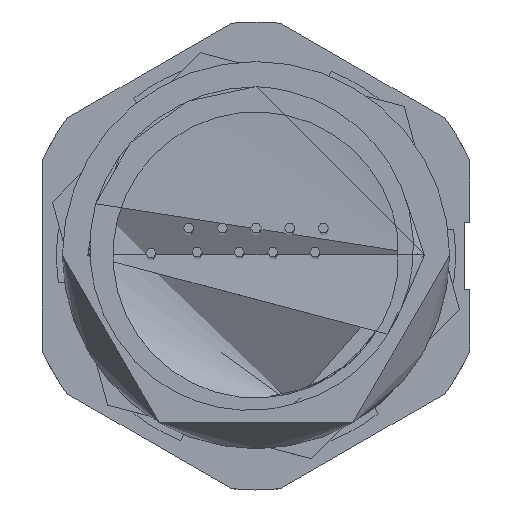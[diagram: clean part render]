
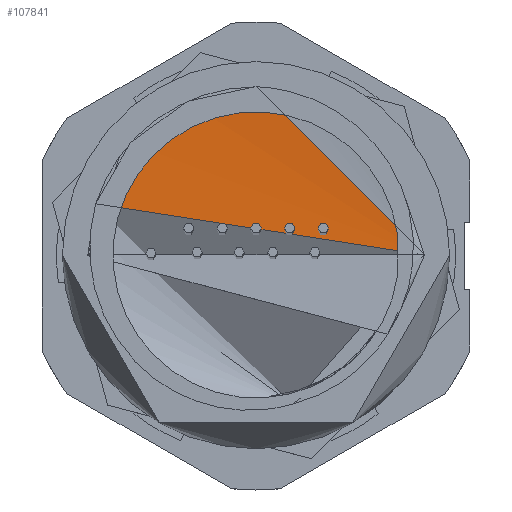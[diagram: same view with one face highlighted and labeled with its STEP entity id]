
A CAD part, top view. The second image highlights one B-rep face of the part: STEP entity #107841.
In plain terms, the highlighted cylindrical face has radius 10 mm (diameter 20 mm), a partial arc.
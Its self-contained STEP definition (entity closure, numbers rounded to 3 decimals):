
#3449 = VERTEX_POINT ( 'NONE', #111675 ) ;
#4067 = CARTESIAN_POINT ( 'NONE',  ( 7.071, 7.071, -0.489 ) ) ;
#7209 = CARTESIAN_POINT ( 'NONE',  ( 0., 0., 0. ) ) ;
#9301 = DIRECTION ( 'NONE',  ( 0., 0., -1. ) ) ;
#10825 = VECTOR ( 'NONE', #16965, 1000. ) ;
#13008 = CARTESIAN_POINT ( 'NONE',  ( 4.142, 10., -0.395 ) ) ;
#16965 = DIRECTION ( 'NONE',  ( 0., 0., -1. ) ) ;
#19141 = FACE_OUTER_BOUND ( 'NONE', #27396, .T. ) ;
#19830 = AXIS2_PLACEMENT_3D ( 'NONE', #84467, #9301, #20140 ) ;
#20140 = DIRECTION ( 'NONE',  ( -1., 0., 0. ) ) ;
#22636 = ORIENTED_EDGE ( 'NONE', *, *, #87673, .T. ) ;
#27396 = EDGE_LOOP ( 'NONE', ( #111127, #22636, #129357, #46965 ) ) ;
#40424 = CIRCLE ( 'NONE', #89801, 10. ) ;
#40985 = EDGE_CURVE ( 'NONE', #55765, #108303, #40424, .T. ) ;
#43582 = CARTESIAN_POINT ( 'NONE',  ( 10., 0., -0.677 ) ) ;
#45439 = CARTESIAN_POINT ( 'NONE',  ( -7.071, 7.071, -0.114 ) ) ;
#45904 = EDGE_CURVE ( 'NONE', #108303, #3449, #54705, .T. ) ;
#45910 = CARTESIAN_POINT ( 'NONE',  ( 0., 10., -0.302 ) ) ;
#46965 = ORIENTED_EDGE ( 'NONE', *, *, #40985, .T. ) ;
#49142 = CARTESIAN_POINT ( 'NONE',  ( 0., 10., 0. ) ) ;
#50879 = DIRECTION ( 'NONE',  ( 0., 0., -1. ) ) ;
#54705 =( BOUNDED_CURVE ( )  B_SPLINE_CURVE ( 2, ( #49142, #70226, #91525, #124369, #135161 ),
 .UNSPECIFIED., .F., .F. ) 
 B_SPLINE_CURVE_WITH_KNOTS ( ( 3, 2, 3 ),
 ( 0.025, 0.05, 0.075 ),
 .UNSPECIFIED. ) 
 CURVE ( )  GEOMETRIC_REPRESENTATION_ITEM ( )  RATIONAL_B_SPLINE_CURVE ( ( 1., 0.924, 1., 0.924, 1. ) ) 
 REPRESENTATION_ITEM ( '' )  );
#55765 = VERTEX_POINT ( 'NONE', #106771 ) ;
#67486 = CARTESIAN_POINT ( 'NONE',  ( -4.142, 10., -0.208 ) ) ;
#70226 = CARTESIAN_POINT ( 'NONE',  ( 4.142, 10., -0.094 ) ) ;
#70406 = EDGE_CURVE ( 'NONE', #55765, #90829, #126408, .T. ) ;
#77362 = CARTESIAN_POINT ( 'NONE',  ( -9.525, 3.045, 0. ) ) ;
#77824 = CARTESIAN_POINT ( 'NONE',  ( 10., 4.142, -0.583 ) ) ;
#78272 = CARTESIAN_POINT ( 'NONE',  ( 10., 0., -0.677 ) ) ;
#79595 = CYLINDRICAL_SURFACE ( 'NONE', #19830, 10. ) ;
#79877 = CARTESIAN_POINT ( 'NONE',  ( 10., 0., -70.116 ) ) ;
#84467 = CARTESIAN_POINT ( 'NONE',  ( 0., 0., -70.116 ) ) ;
#87673 = EDGE_CURVE ( 'NONE', #3449, #90829, #115150, .T. ) ;
#89801 = AXIS2_PLACEMENT_3D ( 'NONE', #7209, #50879, #103675 ) ;
#90829 = VERTEX_POINT ( 'NONE', #43582 ) ;
#91525 = CARTESIAN_POINT ( 'NONE',  ( 7.071, 7.071, -0.187 ) ) ;
#103675 = DIRECTION ( 'NONE',  ( -1., 0., 0. ) ) ;
#106771 = CARTESIAN_POINT ( 'NONE',  ( -9.525, 3.045, 0. ) ) ;
#107841 = ADVANCED_FACE ( 'NONE', ( #19141 ), #79595, .T. ) ;
#108303 = VERTEX_POINT ( 'NONE', #125126 ) ;
#111127 = ORIENTED_EDGE ( 'NONE', *, *, #45904, .T. ) ;
#111675 = CARTESIAN_POINT ( 'NONE',  ( 10., 0., -0.375 ) ) ;
#115150 = LINE ( 'NONE', #79877, #10825 ) ;
#124369 = CARTESIAN_POINT ( 'NONE',  ( 10., 4.142, -0.281 ) ) ;
#125126 = CARTESIAN_POINT ( 'NONE',  ( 0., 10., 0. ) ) ;
#126408 =( BOUNDED_CURVE ( )  B_SPLINE_CURVE ( 2, ( #77362, #131937, #45439, #67486, #45910, #13008, #4067, #77824, #78272 ),
 .UNSPECIFIED., .F., .F. ) 
 B_SPLINE_CURVE_WITH_KNOTS ( ( 3, 2, 2, 2, 3 ),
 ( 0.185, 0.2, 0.225, 0.25, 0.275 ),
 .UNSPECIFIED. ) 
 CURVE ( )  GEOMETRIC_REPRESENTATION_ITEM ( )  RATIONAL_B_SPLINE_CURVE ( ( 0.964, 0.954, 1., 0.924, 1., 0.924, 1., 0.924, 1. ) ) 
 REPRESENTATION_ITEM ( '' )  );
#129357 = ORIENTED_EDGE ( 'NONE', *, *, #70406, .F. ) ;
#131937 = CARTESIAN_POINT ( 'NONE',  ( -8.787, 5.356, -0.059 ) ) ;
#135161 = CARTESIAN_POINT ( 'NONE',  ( 10., 0., -0.375 ) ) ;
